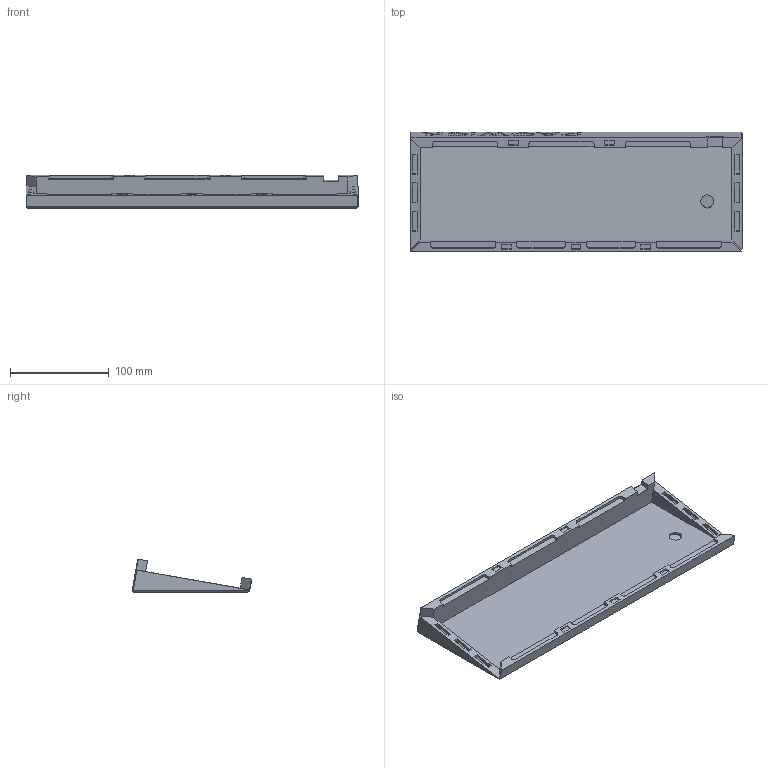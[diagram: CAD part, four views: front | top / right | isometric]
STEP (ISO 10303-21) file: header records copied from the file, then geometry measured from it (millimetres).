
FILE_DESCRIPTION(('HOOPS Exchange Step'),'2;1');
FILE_NAME('temp_export','2024-02-29T13:14:08+07:00',('hellopine'),('Shapr3D Limited'),'HOOPS Exchange 2023.2','Shapr3D','Authorized');
FILE_SCHEMA( ('AUTOMOTIVE_DESIGN { 1 0 10303 214 1 1 1 1 }') );
Length unit declared in the file: millimetre
Products named in the file (1): root
Bounding box: 336.32 x 121.08 x 34.15 mm (x, y, z)
Volume: 317361.2 mm3; surface area: 115799.8 mm2
Topology: 1 solids, 1 shells, 345 faces, 982 edges, 640 vertices
Faces by surface type: plane 319, cylinder 15, bspline 11
Full cylindrical faces by diameter (mm): 13 x1
Entity records: 11913 total; most frequent: CARTESIAN_POINT 3099, ORIENTED_EDGE 1922, DIRECTION 1627, EDGE_CURVE 961, VECTOR 897, LINE 897, VERTEX_POINT 640, EDGE_LOOP 367
